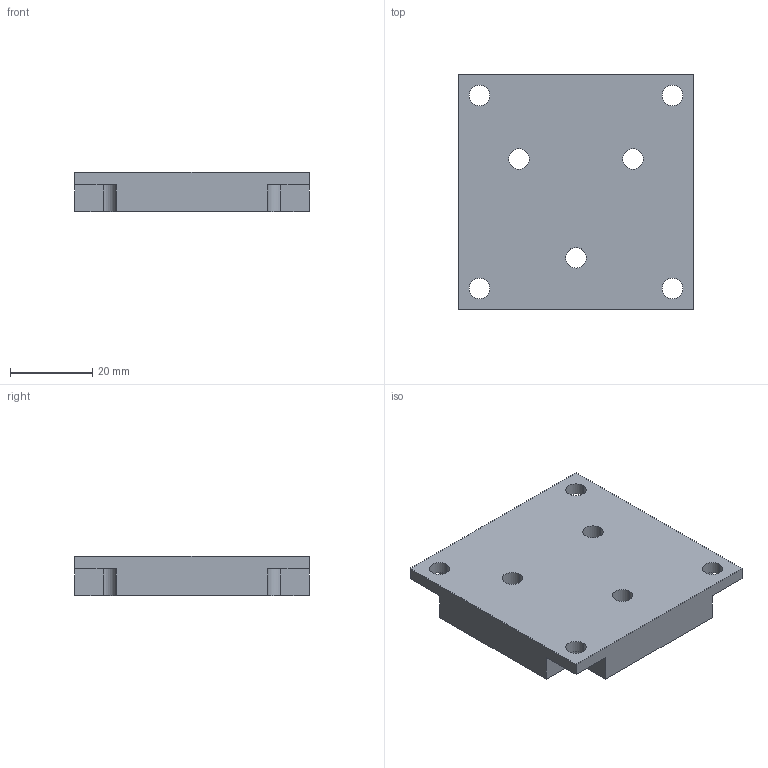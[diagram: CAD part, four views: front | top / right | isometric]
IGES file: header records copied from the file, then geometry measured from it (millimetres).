
Start section: START RECORD GO HERE.
Global section: file name: Rotary_Mount.igs; native system: DASSAULT SYSTEMES CATIA Version 5-6 Release 2014 - www.3ds.com; preprocessor: V5-6R2014_5.24.0.0.01-15-2014.20.00; author: Tom; organization: Atom64; date: 20211012.204025; units: inch
Bounding box: 57.15 x 57.15 x 9.53 mm (x, y, z)
Surface area: 9038.1 mm2 (no closed solid volume)
Topology: 0 solids, 0 shells, 36 faces, 204 edges, 204 vertices
Faces by surface type: revolution 18, plane 18
